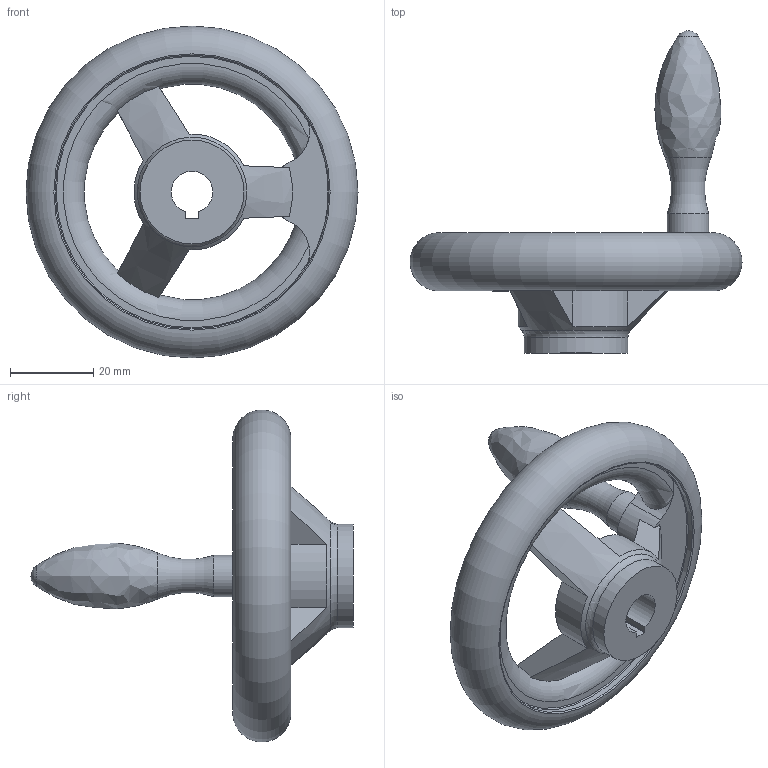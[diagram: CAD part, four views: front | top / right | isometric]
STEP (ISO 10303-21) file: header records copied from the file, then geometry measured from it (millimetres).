
FILE_DESCRIPTION( ( 'STEP AP214' ), '1' );
FILE_NAME( 'K0160.3080X10.stp', '2020-11-26T10:09:54', ( '' ), ( '' ), ' ', 'PARTsolutions', ' ' );
FILE_SCHEMA( ( 'AUTOMOTIVE_DESIGN { 1 0 10303 214 1 1 1 1 }' ) );
Length unit declared in the file: millimetre
Products named in the file (1): _K0160.3080X10
Bounding box: 80 x 77.65 x 80 mm (x, y, z)
Volume: 45695.9 mm3; surface area: 15586.4 mm2
Topology: 1 solids, 1 shells, 44 faces, 126 edges, 80 vertices
Faces by surface type: plane 15, cylinder 14, torus 11, cone 2, bspline 1, sphere 1
Full cylindrical faces by diameter (mm): 10 x1, 25 x2, 66 x2
Entity records: 1961 total; most frequent: CARTESIAN_POINT 544, DIRECTION 216, ORIENTED_EDGE 206, EDGE_CURVE 103, AXIS2_PLACEMENT_3D 96, VERTEX_POINT 76, EDGE_LOOP 65, FACE_OUTER_BOUND 58
